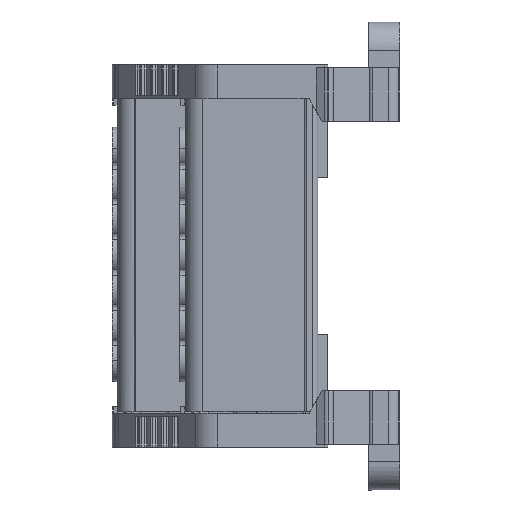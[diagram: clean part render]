
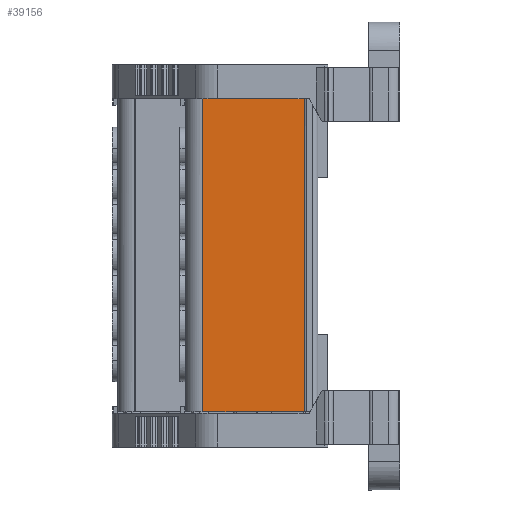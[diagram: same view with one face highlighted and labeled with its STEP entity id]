
A CAD part, left-side view. The second image highlights one B-rep face of the part: STEP entity #39156.
In plain terms, the highlighted planar face has unit normal (-1, 0.018, 0).
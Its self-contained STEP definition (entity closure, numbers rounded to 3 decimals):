
#1401 = VERTEX_POINT ( 'NONE', #3188 ) ;
#1442 = VERTEX_POINT ( 'NONE', #3144 ) ;
#3144 = CARTESIAN_POINT ( 'NONE',  ( -63.741, 33.485, 19.472 ) ) ;
#3188 = CARTESIAN_POINT ( 'NONE',  ( -63.741, 33.485, -35.819 ) ) ;
#12956 = EDGE_CURVE ( 'NONE', #1442, #1401, #52402, .T. ) ;
#16598 = EDGE_CURVE ( 'NONE', #26490, #1442, #38162, .T. ) ;
#17197 = VECTOR ( 'NONE', #52447, 1000. ) ;
#17605 = VECTOR ( 'NONE', #65349, 1000. ) ;
#18356 = VECTOR ( 'NONE', #74700, 1000. ) ;
#26490 = VERTEX_POINT ( 'NONE', #54425 ) ;
#26496 = VERTEX_POINT ( 'NONE', #54426 ) ;
#38162 = B_SPLINE_CURVE_WITH_KNOTS ( 'NONE', 3,
 ( #51189, #51191, #51228, #51175 ),
 .UNSPECIFIED., .F., .F.,
 ( 4, 4 ),
 ( 0., 1. ),
 .UNSPECIFIED. ) ;
#39156 = ADVANCED_FACE ( 'NONE', ( #60386 ), #60483, .T. ) ;
#40049 = EDGE_CURVE ( 'NONE', #1401, #26496, #65304, .T. ) ;
#45140 = AXIS2_PLACEMENT_3D ( 'NONE', #60445, #60432, #60401 ) ;
#51175 = CARTESIAN_POINT ( 'NONE',  ( -63.741, 33.485, 19.472 ) ) ;
#51189 = CARTESIAN_POINT ( 'NONE',  ( -64.073, 14.456, 19.472 ) ) ;
#51191 = CARTESIAN_POINT ( 'NONE',  ( -63.962, 20.799, 19.472 ) ) ;
#51228 = CARTESIAN_POINT ( 'NONE',  ( -63.852, 27.142, 19.472 ) ) ;
#52402 = LINE ( 'NONE', #52432, #17197 ) ;
#52432 = CARTESIAN_POINT ( 'NONE',  ( -63.741, 33.485, 114.833 ) ) ;
#52447 = DIRECTION ( 'NONE',  ( 0., 0., -1. ) ) ;
#54425 = CARTESIAN_POINT ( 'NONE',  ( -64.073, 14.456, 19.472 ) ) ;
#54426 = CARTESIAN_POINT ( 'NONE',  ( -64.073, 14.456, -35.819 ) ) ;
#60386 = FACE_OUTER_BOUND ( 'NONE', #67595, .T. ) ;
#60401 = DIRECTION ( 'NONE',  ( -0.017, -1., 0. ) ) ;
#60432 = DIRECTION ( 'NONE',  ( -1., 0.017, 0. ) ) ;
#60445 = CARTESIAN_POINT ( 'NONE',  ( -64.073, 14.456, 114.833 ) ) ;
#60483 = PLANE ( 'NONE',  #45140 ) ;
#65304 = LINE ( 'NONE', #65329, #17605 ) ;
#65329 = CARTESIAN_POINT ( 'NONE',  ( -64.073, 14.456, -35.819 ) ) ;
#65349 = DIRECTION ( 'NONE',  ( -0.017, -1., 0. ) ) ;
#67595 = EDGE_LOOP ( 'NONE', ( #72741, #72677, #72708, #72736 ) ) ;
#70479 = EDGE_CURVE ( 'NONE', #26496, #26490, #74674, .T. ) ;
#72677 = ORIENTED_EDGE ( 'NONE', *, *, #40049, .T. ) ;
#72708 = ORIENTED_EDGE ( 'NONE', *, *, #70479, .T. ) ;
#72736 = ORIENTED_EDGE ( 'NONE', *, *, #16598, .T. ) ;
#72741 = ORIENTED_EDGE ( 'NONE', *, *, #12956, .T. ) ;
#74668 = CARTESIAN_POINT ( 'NONE',  ( -64.073, 14.456, 114.833 ) ) ;
#74674 = LINE ( 'NONE', #74668, #18356 ) ;
#74700 = DIRECTION ( 'NONE',  ( 0., 0., 1. ) ) ;
